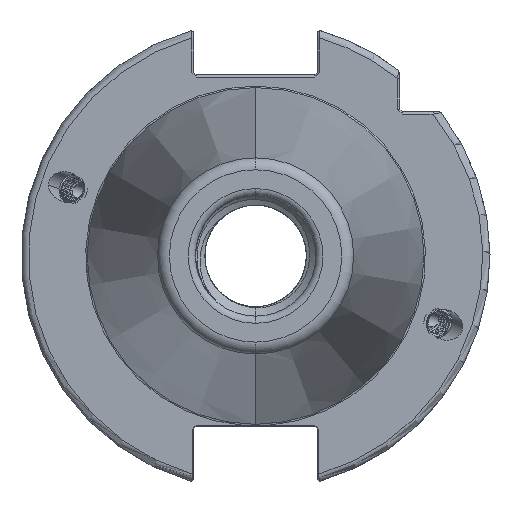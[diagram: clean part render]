
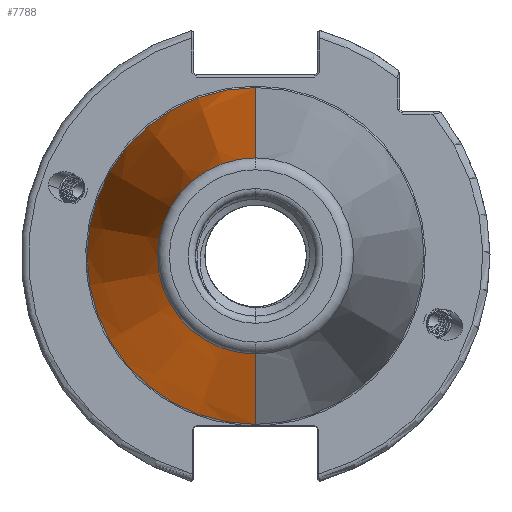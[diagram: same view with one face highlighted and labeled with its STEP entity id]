
A CAD part, left-side view. The second image highlights one B-rep face of the part: STEP entity #7788.
In plain terms, the highlighted conical face has half-angle 8.297 degrees and reference radius 35.392 mm.
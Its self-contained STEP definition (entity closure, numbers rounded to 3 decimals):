
#1061 = EDGE_CURVE ( 'NONE', #8534, #8509, #22093, .T. ) ;
#1083 = EDGE_CURVE ( 'NONE', #8547, #8583, #22062, .T. ) ;
#1101 = EDGE_CURVE ( 'NONE', #8487, #8509, #22194, .T. ) ;
#1107 = EDGE_CURVE ( 'NONE', #8583, #8534, #22185, .T. ) ;
#1205 = EDGE_CURVE ( 'NONE', #8547, #8487, #22358, .T. ) ;
#1927 = EDGE_LOOP ( 'NONE', ( #29901, #29876, #29891, #29869, #4828 ) ) ;
#2513 = FACE_OUTER_BOUND ( 'NONE', #1927, .T. ) ;
#2541 = CONICAL_SURFACE ( 'NONE', #12566, 35.392, 0.145 ) ;
#4828 = ORIENTED_EDGE ( 'NONE', *, *, #1083, .F. ) ;
#7788 = ADVANCED_FACE ( 'NONE', ( #2513 ), #2541, .T. ) ;
#8487 = VERTEX_POINT ( 'NONE', #17341 ) ;
#8509 = VERTEX_POINT ( 'NONE', #17439 ) ;
#8534 = VERTEX_POINT ( 'NONE', #17511 ) ;
#8547 = VERTEX_POINT ( 'NONE', #17491 ) ;
#8583 = VERTEX_POINT ( 'NONE', #17589 ) ;
#9303 = CARTESIAN_POINT ( 'NONE',  ( -102.811, 0., 0. ) ) ;
#9309 = DIRECTION ( 'NONE',  ( 0., 0., 1. ) ) ;
#9323 = DIRECTION ( 'NONE',  ( 1., 0., 0. ) ) ;
#12566 = AXIS2_PLACEMENT_3D ( 'NONE', #36926, #36911, #36898 ) ;
#13094 = CARTESIAN_POINT ( 'NONE',  ( 0., 0., 35.392 ) ) ;
#13295 = DIRECTION ( 'NONE',  ( 0.99, 0., 0.144 ) ) ;
#13347 = DIRECTION ( 'NONE',  ( 0., 1., 0. ) ) ;
#13380 = DIRECTION ( 'NONE',  ( 1., 0., 0. ) ) ;
#13389 = CARTESIAN_POINT ( 'NONE',  ( -2.5, 0., 0. ) ) ;
#13794 = DIRECTION ( 'NONE',  ( 0.99, 0., -0.144 ) ) ;
#13808 = CARTESIAN_POINT ( 'NONE',  ( 0., 0., -35.392 ) ) ;
#15274 = CARTESIAN_POINT ( 'NONE',  ( -2.5, 0., 0. ) ) ;
#15275 = DIRECTION ( 'NONE',  ( 1., 0., 0. ) ) ;
#15281 = DIRECTION ( 'NONE',  ( 0., 1., 0. ) ) ;
#17341 = CARTESIAN_POINT ( 'NONE',  ( -102.811, 0., 20.399 ) ) ;
#17439 = CARTESIAN_POINT ( 'NONE',  ( -2.5, 0., 35.027 ) ) ;
#17491 = CARTESIAN_POINT ( 'NONE',  ( -102.811, 0., -20.399 ) ) ;
#17511 = CARTESIAN_POINT ( 'NONE',  ( -2.5, 35.027, 0. ) ) ;
#17589 = CARTESIAN_POINT ( 'NONE',  ( -2.5, 0., -35.027 ) ) ;
#22062 = LINE ( 'NONE', #13808, #22103 ) ;
#22093 = CIRCLE ( 'NONE', #25235, 35.027 ) ;
#22103 = VECTOR ( 'NONE', #13794, 1000. ) ;
#22185 = CIRCLE ( 'NONE', #24668, 35.027 ) ;
#22194 = LINE ( 'NONE', #13094, #22245 ) ;
#22245 = VECTOR ( 'NONE', #13295, 1000. ) ;
#22358 = CIRCLE ( 'NONE', #24791, 20.399 ) ;
#24668 = AXIS2_PLACEMENT_3D ( 'NONE', #13389, #13380, #13347 ) ;
#24791 = AXIS2_PLACEMENT_3D ( 'NONE', #9303, #9323, #9309 ) ;
#25235 = AXIS2_PLACEMENT_3D ( 'NONE', #15274, #15275, #15281 ) ;
#29869 = ORIENTED_EDGE ( 'NONE', *, *, #1107, .F. ) ;
#29876 = ORIENTED_EDGE ( 'NONE', *, *, #1101, .T. ) ;
#29891 = ORIENTED_EDGE ( 'NONE', *, *, #1061, .F. ) ;
#29901 = ORIENTED_EDGE ( 'NONE', *, *, #1205, .T. ) ;
#36898 = DIRECTION ( 'NONE',  ( 0., 0., -1. ) ) ;
#36911 = DIRECTION ( 'NONE',  ( 1., 0., 0. ) ) ;
#36926 = CARTESIAN_POINT ( 'NONE',  ( 0., 0., 0. ) ) ;
